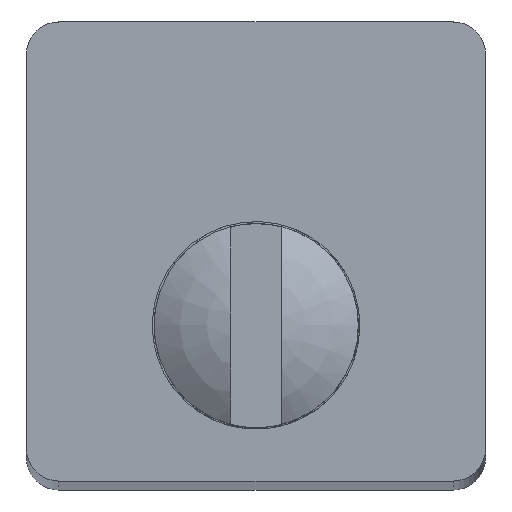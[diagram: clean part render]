
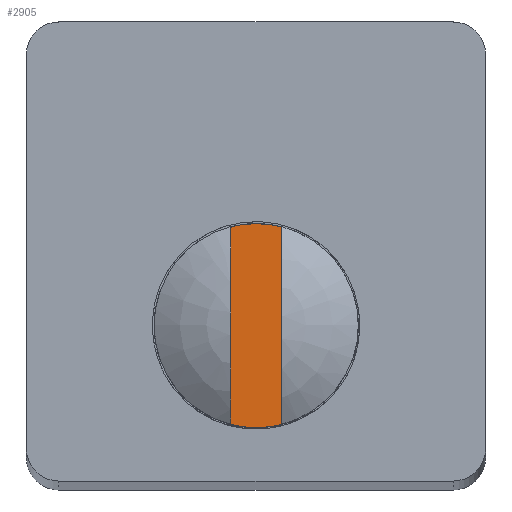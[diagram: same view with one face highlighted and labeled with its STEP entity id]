
A CAD part, top view. The second image highlights one B-rep face of the part: STEP entity #2905.
In plain terms, the highlighted planar face has unit normal (0, 0, 1).
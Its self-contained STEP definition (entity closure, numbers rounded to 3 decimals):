
#2905 = ADVANCED_FACE('',(#2906),#2920,.T.);
#2906 = FACE_BOUND('',#2907,.T.);
#2907 = EDGE_LOOP('',(#2908,#2943,#2972,#3000,#3024));
#2908 = ORIENTED_EDGE('',*,*,#2909,.F.);
#2909 = EDGE_CURVE('',#2910,#2912,#2914,.T.);
#2910 = VERTEX_POINT('',#2911);
#2911 = CARTESIAN_POINT('',(20.,5.518,510.01));
#2912 = VERTEX_POINT('',#2913);
#2913 = CARTESIAN_POINT('',(20.,24.882,510.01));
#2914 = SURFACE_CURVE('',#2915,(#2919,#2931),.PCURVE_S1.);
#2915 = LINE('',#2916,#2917);
#2916 = CARTESIAN_POINT('',(20.,2.7,510.01));
#2917 = VECTOR('',#2918,1.);
#2918 = DIRECTION('',(0.,1.,0.));
#2919 = PCURVE('',#2920,#2925);
#2920 = PLANE('',#2921);
#2921 = AXIS2_PLACEMENT_3D('',#2922,#2923,#2924);
#2922 = CARTESIAN_POINT('',(20.,2.7,510.01));
#2923 = DIRECTION('',(0.,0.,1.));
#2924 = DIRECTION('',(1.,0.,0.));
#2925 = DEFINITIONAL_REPRESENTATION('',(#2926),#2930);
#2926 = LINE('',#2927,#2928);
#2927 = CARTESIAN_POINT('',(0.,0.));
#2928 = VECTOR('',#2929,1.);
#2929 = DIRECTION('',(0.,1.));
#2930 = ( GEOMETRIC_REPRESENTATION_CONTEXT(2) 
PARAMETRIC_REPRESENTATION_CONTEXT() REPRESENTATION_CONTEXT('2D SPACE',''
  ) );
#2931 = PCURVE('',#2932,#2937);
#2932 = PLANE('',#2933);
#2933 = AXIS2_PLACEMENT_3D('',#2934,#2935,#2936);
#2934 = CARTESIAN_POINT('',(20.,2.7,510.01));
#2935 = DIRECTION('',(1.,0.,0.));
#2936 = DIRECTION('',(0.,0.,1.));
#2937 = DEFINITIONAL_REPRESENTATION('',(#2938),#2942);
#2938 = LINE('',#2939,#2940);
#2939 = CARTESIAN_POINT('',(0.,0.));
#2940 = VECTOR('',#2941,1.);
#2941 = DIRECTION('',(0.,-1.));
#2942 = ( GEOMETRIC_REPRESENTATION_CONTEXT(2) 
PARAMETRIC_REPRESENTATION_CONTEXT() REPRESENTATION_CONTEXT('2D SPACE',''
  ) );
#2943 = ORIENTED_EDGE('',*,*,#2944,.T.);
#2944 = EDGE_CURVE('',#2910,#2945,#2947,.T.);
#2945 = VERTEX_POINT('',#2946);
#2946 = CARTESIAN_POINT('',(25.,5.518,510.01));
#2947 = SURFACE_CURVE('',#2948,(#2953,#2960),.PCURVE_S1.);
#2948 = CIRCLE('',#2949,10.);
#2949 = AXIS2_PLACEMENT_3D('',#2950,#2951,#2952);
#2950 = CARTESIAN_POINT('',(22.5,15.2,510.01));
#2951 = DIRECTION('',(0.,0.,1.));
#2952 = DIRECTION('',(0.,1.,0.));
#2953 = PCURVE('',#2920,#2954);
#2954 = DEFINITIONAL_REPRESENTATION('',(#2955),#2959);
#2955 = CIRCLE('',#2956,10.);
#2956 = AXIS2_PLACEMENT_2D('',#2957,#2958);
#2957 = CARTESIAN_POINT('',(2.5,12.5));
#2958 = DIRECTION('',(0.,1.));
#2959 = ( GEOMETRIC_REPRESENTATION_CONTEXT(2) 
PARAMETRIC_REPRESENTATION_CONTEXT() REPRESENTATION_CONTEXT('2D SPACE',''
  ) );
#2960 = PCURVE('',#2961,#2966);
#2961 = CYLINDRICAL_SURFACE('',#2962,10.);
#2962 = AXIS2_PLACEMENT_3D('',#2963,#2964,#2965);
#2963 = CARTESIAN_POINT('',(22.5,15.2,509.5));
#2964 = DIRECTION('',(0.,0.,1.));
#2965 = DIRECTION('',(0.,1.,0.));
#2966 = DEFINITIONAL_REPRESENTATION('',(#2967),#2971);
#2967 = LINE('',#2968,#2969);
#2968 = CARTESIAN_POINT('',(0.,0.51));
#2969 = VECTOR('',#2970,1.);
#2970 = DIRECTION('',(1.,0.));
#2971 = ( GEOMETRIC_REPRESENTATION_CONTEXT(2) 
PARAMETRIC_REPRESENTATION_CONTEXT() REPRESENTATION_CONTEXT('2D SPACE',''
  ) );
#2972 = ORIENTED_EDGE('',*,*,#2973,.T.);
#2973 = EDGE_CURVE('',#2945,#2974,#2976,.T.);
#2974 = VERTEX_POINT('',#2975);
#2975 = CARTESIAN_POINT('',(25.,24.882,510.01));
#2976 = SURFACE_CURVE('',#2977,(#2981,#2988),.PCURVE_S1.);
#2977 = LINE('',#2978,#2979);
#2978 = CARTESIAN_POINT('',(25.,2.7,510.01));
#2979 = VECTOR('',#2980,1.);
#2980 = DIRECTION('',(0.,1.,0.));
#2981 = PCURVE('',#2920,#2982);
#2982 = DEFINITIONAL_REPRESENTATION('',(#2983),#2987);
#2983 = LINE('',#2984,#2985);
#2984 = CARTESIAN_POINT('',(5.,0.));
#2985 = VECTOR('',#2986,1.);
#2986 = DIRECTION('',(0.,1.));
#2987 = ( GEOMETRIC_REPRESENTATION_CONTEXT(2) 
PARAMETRIC_REPRESENTATION_CONTEXT() REPRESENTATION_CONTEXT('2D SPACE',''
  ) );
#2988 = PCURVE('',#2989,#2994);
#2989 = PLANE('',#2990);
#2990 = AXIS2_PLACEMENT_3D('',#2991,#2992,#2993);
#2991 = CARTESIAN_POINT('',(25.,2.7,510.01));
#2992 = DIRECTION('',(1.,0.,0.));
#2993 = DIRECTION('',(0.,0.,1.));
#2994 = DEFINITIONAL_REPRESENTATION('',(#2995),#2999);
#2995 = LINE('',#2996,#2997);
#2996 = CARTESIAN_POINT('',(0.,0.));
#2997 = VECTOR('',#2998,1.);
#2998 = DIRECTION('',(0.,-1.));
#2999 = ( GEOMETRIC_REPRESENTATION_CONTEXT(2) 
PARAMETRIC_REPRESENTATION_CONTEXT() REPRESENTATION_CONTEXT('2D SPACE',''
  ) );
#3000 = ORIENTED_EDGE('',*,*,#3001,.T.);
#3001 = EDGE_CURVE('',#2974,#3002,#3004,.T.);
#3002 = VERTEX_POINT('',#3003);
#3003 = CARTESIAN_POINT('',(22.5,25.2,510.01));
#3004 = SURFACE_CURVE('',#3005,(#3010,#3017),.PCURVE_S1.);
#3005 = CIRCLE('',#3006,10.);
#3006 = AXIS2_PLACEMENT_3D('',#3007,#3008,#3009);
#3007 = CARTESIAN_POINT('',(22.5,15.2,510.01));
#3008 = DIRECTION('',(0.,0.,1.));
#3009 = DIRECTION('',(0.,1.,0.));
#3010 = PCURVE('',#2920,#3011);
#3011 = DEFINITIONAL_REPRESENTATION('',(#3012),#3016);
#3012 = CIRCLE('',#3013,10.);
#3013 = AXIS2_PLACEMENT_2D('',#3014,#3015);
#3014 = CARTESIAN_POINT('',(2.5,12.5));
#3015 = DIRECTION('',(0.,1.));
#3016 = ( GEOMETRIC_REPRESENTATION_CONTEXT(2) 
PARAMETRIC_REPRESENTATION_CONTEXT() REPRESENTATION_CONTEXT('2D SPACE',''
  ) );
#3017 = PCURVE('',#2961,#3018);
#3018 = DEFINITIONAL_REPRESENTATION('',(#3019),#3023);
#3019 = LINE('',#3020,#3021);
#3020 = CARTESIAN_POINT('',(0.,0.51));
#3021 = VECTOR('',#3022,1.);
#3022 = DIRECTION('',(1.,0.));
#3023 = ( GEOMETRIC_REPRESENTATION_CONTEXT(2) 
PARAMETRIC_REPRESENTATION_CONTEXT() REPRESENTATION_CONTEXT('2D SPACE',''
  ) );
#3024 = ORIENTED_EDGE('',*,*,#3025,.T.);
#3025 = EDGE_CURVE('',#3002,#2912,#3026,.T.);
#3026 = SURFACE_CURVE('',#3027,(#3032,#3039),.PCURVE_S1.);
#3027 = CIRCLE('',#3028,10.);
#3028 = AXIS2_PLACEMENT_3D('',#3029,#3030,#3031);
#3029 = CARTESIAN_POINT('',(22.5,15.2,510.01));
#3030 = DIRECTION('',(0.,0.,1.));
#3031 = DIRECTION('',(0.,1.,0.));
#3032 = PCURVE('',#2920,#3033);
#3033 = DEFINITIONAL_REPRESENTATION('',(#3034),#3038);
#3034 = CIRCLE('',#3035,10.);
#3035 = AXIS2_PLACEMENT_2D('',#3036,#3037);
#3036 = CARTESIAN_POINT('',(2.5,12.5));
#3037 = DIRECTION('',(0.,1.));
#3038 = ( GEOMETRIC_REPRESENTATION_CONTEXT(2) 
PARAMETRIC_REPRESENTATION_CONTEXT() REPRESENTATION_CONTEXT('2D SPACE',''
  ) );
#3039 = PCURVE('',#2961,#3040);
#3040 = DEFINITIONAL_REPRESENTATION('',(#3041),#3045);
#3041 = LINE('',#3042,#3043);
#3042 = CARTESIAN_POINT('',(0.,0.51));
#3043 = VECTOR('',#3044,1.);
#3044 = DIRECTION('',(1.,0.));
#3045 = ( GEOMETRIC_REPRESENTATION_CONTEXT(2) 
PARAMETRIC_REPRESENTATION_CONTEXT() REPRESENTATION_CONTEXT('2D SPACE',''
  ) );
